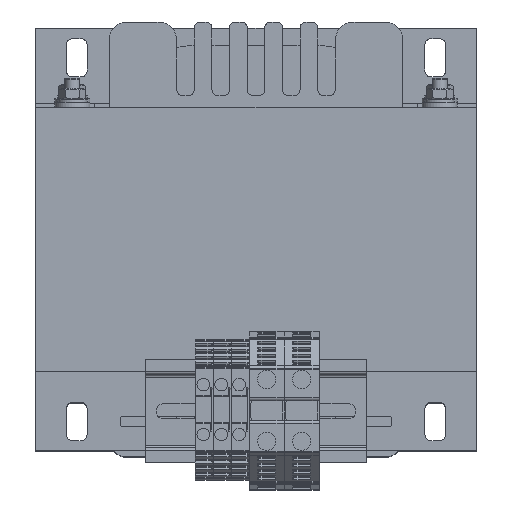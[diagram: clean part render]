
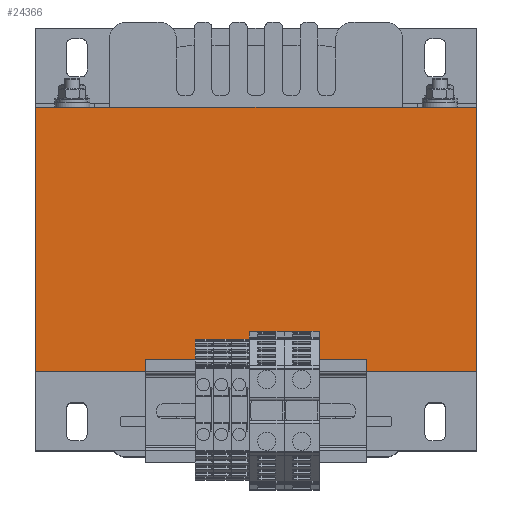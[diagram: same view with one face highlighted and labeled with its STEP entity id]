
A CAD part, top view. The second image highlights one B-rep face of the part: STEP entity #24366.
In plain terms, the highlighted planar face has unit normal (0, 0, 1).
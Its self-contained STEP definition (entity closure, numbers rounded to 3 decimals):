
#1682=FACE_OUTER_BOUND('',#3026,.T.);
#3026=EDGE_LOOP('',(#15830,#15831,#15832,#15833));
#4406=LINE('',#35423,#7099);
#4428=LINE('',#35474,#7121);
#4436=LINE('',#35498,#7129);
#4443=LINE('',#35512,#7136);
#7099=VECTOR('',#28259,10.);
#7121=VECTOR('',#28299,1.);
#7129=VECTOR('',#28327,1.);
#7136=VECTOR('',#28344,1.);
#9792=VERTEX_POINT('',#35420);
#9793=VERTEX_POINT('',#35422);
#9813=VERTEX_POINT('',#35472);
#9819=VERTEX_POINT('',#35496);
#12129=EDGE_CURVE('',#9792,#9793,#4406,.T.);
#12155=EDGE_CURVE('',#9792,#9813,#4428,.T.);
#12167=EDGE_CURVE('',#9813,#9819,#4436,.T.);
#12174=EDGE_CURVE('',#9793,#9819,#4443,.T.);
#15830=ORIENTED_EDGE('',*,*,#12129,.F.);
#15831=ORIENTED_EDGE('',*,*,#12155,.T.);
#15832=ORIENTED_EDGE('',*,*,#12167,.T.);
#15833=ORIENTED_EDGE('',*,*,#12174,.F.);
#22984=PLANE('',#26042);
#24366=ADVANCED_FACE('',(#1682),#22984,.T.);
#26042=AXIS2_PLACEMENT_3D('',#35511,#28342,#28343);
#28259=DIRECTION('',(1.,0.,0.));
#28299=DIRECTION('',(0.,-1.,0.));
#28327=DIRECTION('',(1.,0.,0.));
#28342=DIRECTION('center_axis',(0.,0.,1.));
#28343=DIRECTION('ref_axis',(0.,-1.,0.));
#28344=DIRECTION('',(0.,-1.,0.));
#35420=CARTESIAN_POINT('',(615.285,-284.691,87.5));
#35422=CARTESIAN_POINT('',(765.285,-284.691,87.5));
#35423=CARTESIAN_POINT('',(652.785,-284.691,87.5));
#35472=CARTESIAN_POINT('',(615.285,-374.691,87.5));
#35474=CARTESIAN_POINT('',(615.285,-274.691,87.5));
#35496=CARTESIAN_POINT('',(765.285,-374.691,87.5));
#35498=CARTESIAN_POINT('',(765.285,-374.691,87.5));
#35511=CARTESIAN_POINT('Origin',(615.285,-274.691,87.5));
#35512=CARTESIAN_POINT('',(765.285,-274.691,87.5));
